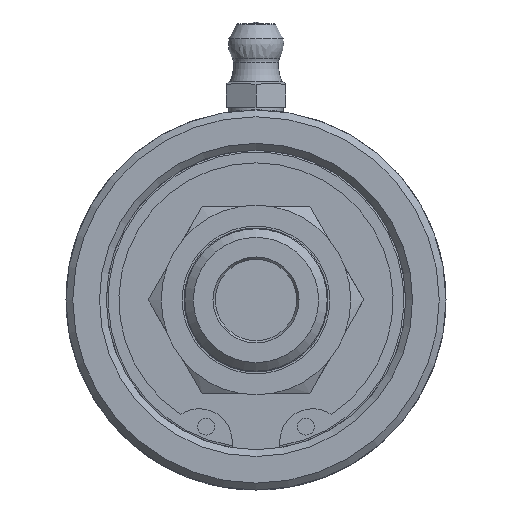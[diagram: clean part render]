
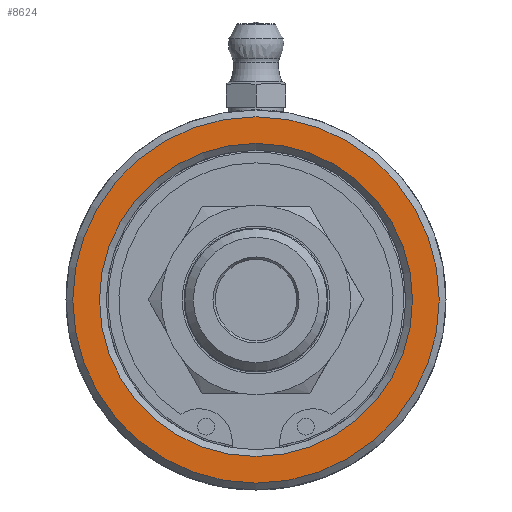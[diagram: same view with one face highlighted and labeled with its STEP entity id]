
A CAD part, left-side view. The second image highlights one B-rep face of the part: STEP entity #8624.
In plain terms, the highlighted planar face has unit normal (-1, 0, 0).
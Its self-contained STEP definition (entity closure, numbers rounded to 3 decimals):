
#215=FACE_BOUND('',#1997,.T.);
#846=CIRCLE('',#9219,21.45);
#847=CIRCLE('',#9221,18.325);
#1041=PLANE('',#9220);
#1461=FACE_OUTER_BOUND('',#1996,.T.);
#1996=EDGE_LOOP('',(#7707));
#1997=EDGE_LOOP('',(#7708));
#4164=VERTEX_POINT('',#61157);
#4165=VERTEX_POINT('',#61161);
#5372=EDGE_CURVE('',#4164,#4164,#846,.T.);
#5373=EDGE_CURVE('',#4165,#4165,#847,.T.);
#7707=ORIENTED_EDGE('',*,*,#5372,.F.);
#7708=ORIENTED_EDGE('',*,*,#5373,.F.);
#8624=ADVANCED_FACE('',(#1461,#215),#1041,.F.);
#9219=AXIS2_PLACEMENT_3D('',#61159,#10756,#10757);
#9220=AXIS2_PLACEMENT_3D('',#61160,#10758,#10759);
#9221=AXIS2_PLACEMENT_3D('',#61162,#10760,#10761);
#10756=DIRECTION('center_axis',(1.,0.,0.));
#10757=DIRECTION('ref_axis',(0.,0.,-1.));
#10758=DIRECTION('center_axis',(1.,0.,0.));
#10759=DIRECTION('ref_axis',(0.,0.,-1.));
#10760=DIRECTION('center_axis',(-1.,0.,0.));
#10761=DIRECTION('ref_axis',(0.,0.,-1.));
#61157=CARTESIAN_POINT('',(26.36,0.,21.45));
#61159=CARTESIAN_POINT('Origin',(26.36,0.,0.));
#61160=CARTESIAN_POINT('Origin',(26.36,0.,-22.25));
#61161=CARTESIAN_POINT('',(26.36,0.,18.325));
#61162=CARTESIAN_POINT('Origin',(26.36,0.,0.));
